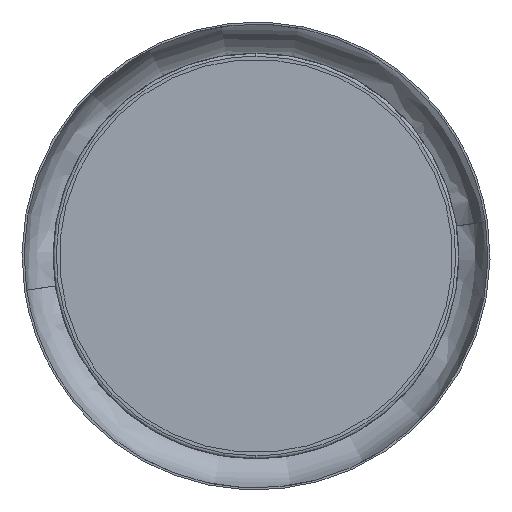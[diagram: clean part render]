
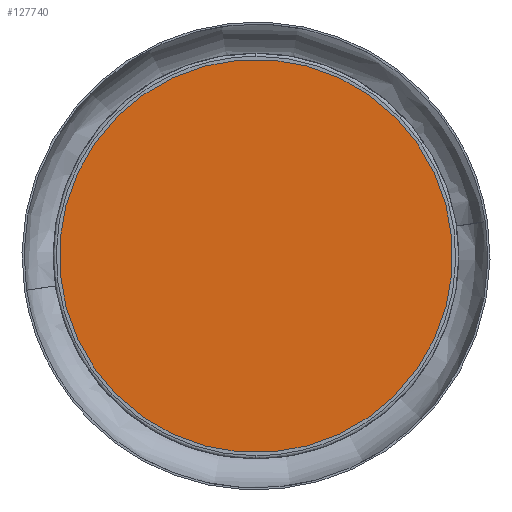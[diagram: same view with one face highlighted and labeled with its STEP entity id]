
A CAD part, front view. The second image highlights one B-rep face of the part: STEP entity #127740.
In plain terms, the highlighted planar face has unit normal (0, -1, 0).
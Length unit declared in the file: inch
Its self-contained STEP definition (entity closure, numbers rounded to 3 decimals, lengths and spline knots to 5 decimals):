
#2417 = CARTESIAN_POINT ( 'NONE',  ( 0., 0., 0. ) ) ;
#3259 = EDGE_CURVE ( 'NONE', #37137, #76614, #15472, .T. ) ;
#9001 = CARTESIAN_POINT ( 'NONE',  ( 0., 0., -6.30315 ) ) ;
#15321 = DIRECTION ( 'NONE',  ( 0., 0., -1. ) ) ;
#15472 = CIRCLE ( 'NONE', #110926, 6.30315 ) ;
#26482 = EDGE_LOOP ( 'NONE', ( #64540, #93359 ) ) ;
#27326 = AXIS2_PLACEMENT_3D ( 'NONE', #42694, #64483, #66532 ) ;
#37137 = VERTEX_POINT ( 'NONE', #112808 ) ;
#42694 = CARTESIAN_POINT ( 'NONE',  ( 0., 0., 0. ) ) ;
#43964 = AXIS2_PLACEMENT_3D ( 'NONE', #113694, #85000, #51672 ) ;
#51672 = DIRECTION ( 'NONE',  ( 0., 0., -1. ) ) ;
#64483 = DIRECTION ( 'NONE',  ( 0., 1., 0. ) ) ;
#64540 = ORIENTED_EDGE ( 'NONE', *, *, #118758, .F. ) ;
#66532 = DIRECTION ( 'NONE',  ( 0., 0., 1. ) ) ;
#68027 = CIRCLE ( 'NONE', #43964, 6.30315 ) ;
#73354 = FACE_OUTER_BOUND ( 'NONE', #26482, .T. ) ;
#76614 = VERTEX_POINT ( 'NONE', #9001 ) ;
#85000 = DIRECTION ( 'NONE',  ( 0., 1., 0. ) ) ;
#93359 = ORIENTED_EDGE ( 'NONE', *, *, #3259, .F. ) ;
#110926 = AXIS2_PLACEMENT_3D ( 'NONE', #2417, #116925, #15321 ) ;
#112808 = CARTESIAN_POINT ( 'NONE',  ( 0., 0., 6.30315 ) ) ;
#113694 = CARTESIAN_POINT ( 'NONE',  ( 0., 0., 0. ) ) ;
#114294 = PLANE ( 'NONE',  #27326 ) ;
#116925 = DIRECTION ( 'NONE',  ( 0., 1., 0. ) ) ;
#118758 = EDGE_CURVE ( 'NONE', #76614, #37137, #68027, .T. ) ;
#127740 = ADVANCED_FACE ( 'N', ( #73354 ), #114294, .F. ) ;
